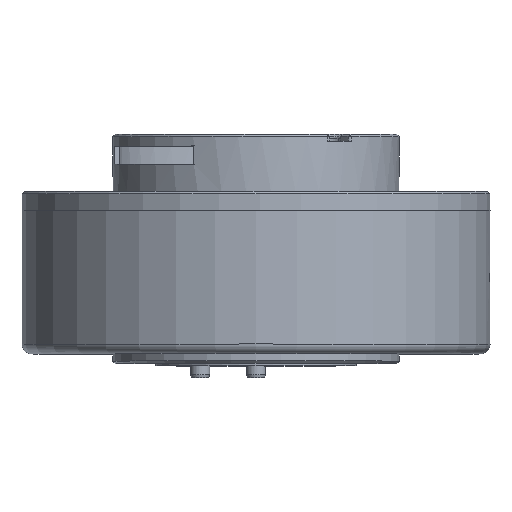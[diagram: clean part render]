
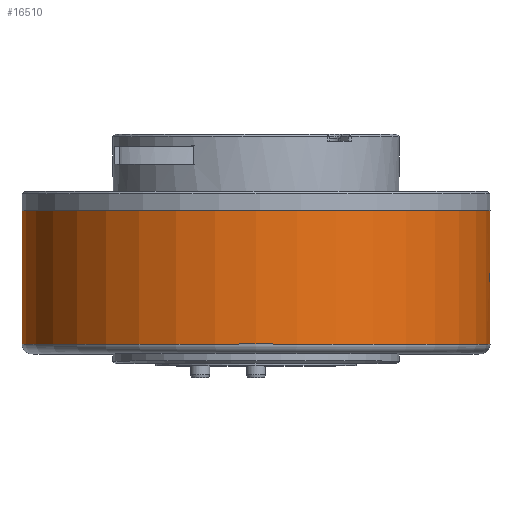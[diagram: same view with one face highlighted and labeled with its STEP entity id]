
A CAD part, top view. The second image highlights one B-rep face of the part: STEP entity #16510.
In plain terms, the highlighted cylindrical face has radius 49 mm (diameter 98 mm), a full revolution.
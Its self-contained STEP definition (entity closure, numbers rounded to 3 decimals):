
#364=FACE_BOUND('',#1812,.T.);
#365=FACE_BOUND('',#1813,.T.);
#545=B_SPLINE_CURVE_WITH_KNOTS('',3,(#25013,#25014,#25015,#25016,#25017,
#25018,#25019,#25020,#25021,#25022,#25023,#25024,#25025,#25026,#25027,#25028,
#25029,#25030,#25031,#25032,#25033,#25034,#25035,#25036,#25037,#25038,#25039,
#25040,#25041,#25042,#25043,#25044,#25045,#25046),.UNSPECIFIED.,.T.,.F.,
(4,2,2,2,2,2,2,2,2,2,2,2,2,2,2,2,4),(-0.484,-0.454,
-0.424,-0.393,-0.363,-0.333,
-0.302,-0.272,-0.242,-0.212,
-0.182,-0.151,-0.121,-0.091,
-0.06,-0.03,0.),.UNSPECIFIED.);
#548=B_SPLINE_CURVE_WITH_KNOTS('',3,(#25083,#25084,#25085,#25086,#25087,
#25088,#25089,#25090,#25091,#25092,#25093,#25094,#25095,#25096,#25097,#25098,
#25099,#25100,#25101,#25102,#25103,#25104,#25105,#25106,#25107,#25108,#25109,
#25110,#25111,#25112,#25113,#25114,#25115,#25116),.UNSPECIFIED.,.T.,.F.,
(4,2,2,2,2,2,2,2,2,2,2,2,2,2,2,2,4),(-0.484,-0.454,
-0.424,-0.393,-0.363,-0.333,
-0.302,-0.272,-0.242,-0.212,
-0.182,-0.151,-0.121,-0.091,
-0.06,-0.03,0.),.UNSPECIFIED.);
#880=FACE_OUTER_BOUND('',#1811,.T.);
#1811=EDGE_LOOP('',(#10400,#10401,#10402,#10403,#10404));
#1812=EDGE_LOOP('',(#10405));
#1813=EDGE_LOOP('',(#10406));
#2934=LINE('',#25525,#3902);
#3902=VECTOR('',#20088,49.);
#4788=CIRCLE('',#17441,49.);
#4789=CIRCLE('',#17442,49.);
#4891=CIRCLE('',#17602,49.);
#6066=VERTEX_POINT('',#25011);
#6070=VERTEX_POINT('',#25081);
#6071=VERTEX_POINT('',#25119);
#6072=VERTEX_POINT('',#25120);
#6231=VERTEX_POINT('',#25524);
#7698=EDGE_CURVE('',#6066,#6066,#545,.T.);
#7703=EDGE_CURVE('',#6070,#6070,#548,.T.);
#7705=EDGE_CURVE('',#6071,#6072,#4788,.T.);
#7706=EDGE_CURVE('',#6072,#6071,#4789,.T.);
#7892=EDGE_CURVE('',#6071,#6231,#2934,.T.);
#7893=EDGE_CURVE('',#6231,#6231,#4891,.T.);
#10400=ORIENTED_EDGE('',*,*,#7705,.T.);
#10401=ORIENTED_EDGE('',*,*,#7706,.T.);
#10402=ORIENTED_EDGE('',*,*,#7892,.T.);
#10403=ORIENTED_EDGE('',*,*,#7893,.F.);
#10404=ORIENTED_EDGE('',*,*,#7892,.F.);
#10405=ORIENTED_EDGE('',*,*,#7698,.T.);
#10406=ORIENTED_EDGE('',*,*,#7703,.T.);
#15018=CYLINDRICAL_SURFACE('',#17601,49.);
#16510=ADVANCED_FACE('',(#880,#364,#365),#15018,.T.);
#17441=AXIS2_PLACEMENT_3D('',#25121,#19682,#19683);
#17442=AXIS2_PLACEMENT_3D('',#25122,#19684,#19685);
#17601=AXIS2_PLACEMENT_3D('',#25523,#20086,#20087);
#17602=AXIS2_PLACEMENT_3D('',#25526,#20089,#20090);
#19682=DIRECTION('center_axis',(0.,1.,0.));
#19683=DIRECTION('ref_axis',(0.,0.,1.));
#19684=DIRECTION('center_axis',(0.,1.,0.));
#19685=DIRECTION('ref_axis',(0.,0.,1.));
#20086=DIRECTION('center_axis',(0.,-1.,0.));
#20087=DIRECTION('ref_axis',(0.,0.,-1.));
#20088=DIRECTION('',(0.,1.,0.));
#20089=DIRECTION('center_axis',(0.,1.,0.));
#20090=DIRECTION('ref_axis',(0.,0.,1.));
#25011=CARTESIAN_POINT('',(48.242,16.,-8.586));
#25013=CARTESIAN_POINT('Ctrl Pts',(48.242,16.,-8.586));
#25014=CARTESIAN_POINT('Ctrl Pts',(48.242,16.1,-8.586));
#25015=CARTESIAN_POINT('Ctrl Pts',(48.238,16.207,-8.606));
#25016=CARTESIAN_POINT('Ctrl Pts',(48.224,16.404,-8.687));
#25017=CARTESIAN_POINT('Ctrl Pts',(48.213,16.494,-8.747));
#25018=CARTESIAN_POINT('Ctrl Pts',(48.187,16.636,-8.888));
#25019=CARTESIAN_POINT('Ctrl Pts',(48.171,16.698,-8.977));
#25020=CARTESIAN_POINT('Ctrl Pts',(48.134,16.78,-9.172));
#25021=CARTESIAN_POINT('Ctrl Pts',(48.114,16.8,-9.278));
#25022=CARTESIAN_POINT('Ctrl Pts',(48.075,16.8,-9.477));
#25023=CARTESIAN_POINT('Ctrl Pts',(48.054,16.78,-9.583));
#25024=CARTESIAN_POINT('Ctrl Pts',(48.015,16.698,-9.778));
#25025=CARTESIAN_POINT('Ctrl Pts',(47.996,16.636,-9.868));
#25026=CARTESIAN_POINT('Ctrl Pts',(47.967,16.494,-10.008));
#25027=CARTESIAN_POINT('Ctrl Pts',(47.954,16.404,-10.068));
#25028=CARTESIAN_POINT('Ctrl Pts',(47.938,16.207,-10.149));
#25029=CARTESIAN_POINT('Ctrl Pts',(47.933,16.1,-10.168));
#25030=CARTESIAN_POINT('Ctrl Pts',(47.933,15.9,-10.168));
#25031=CARTESIAN_POINT('Ctrl Pts',(47.938,15.793,-10.149));
#25032=CARTESIAN_POINT('Ctrl Pts',(47.954,15.596,-10.068));
#25033=CARTESIAN_POINT('Ctrl Pts',(47.967,15.506,-10.008));
#25034=CARTESIAN_POINT('Ctrl Pts',(47.996,15.364,-9.868));
#25035=CARTESIAN_POINT('Ctrl Pts',(48.015,15.302,-9.778));
#25036=CARTESIAN_POINT('Ctrl Pts',(48.054,15.22,-9.583));
#25037=CARTESIAN_POINT('Ctrl Pts',(48.075,15.2,-9.477));
#25038=CARTESIAN_POINT('Ctrl Pts',(48.114,15.2,-9.278));
#25039=CARTESIAN_POINT('Ctrl Pts',(48.134,15.22,-9.172));
#25040=CARTESIAN_POINT('Ctrl Pts',(48.171,15.302,-8.977));
#25041=CARTESIAN_POINT('Ctrl Pts',(48.187,15.364,-8.888));
#25042=CARTESIAN_POINT('Ctrl Pts',(48.213,15.506,-8.747));
#25043=CARTESIAN_POINT('Ctrl Pts',(48.224,15.596,-8.687));
#25044=CARTESIAN_POINT('Ctrl Pts',(48.238,15.793,-8.606));
#25045=CARTESIAN_POINT('Ctrl Pts',(48.242,15.9,-8.586));
#25046=CARTESIAN_POINT('Ctrl Pts',(48.242,16.,-8.586));
#25081=CARTESIAN_POINT('',(48.882,16.,3.398));
#25083=CARTESIAN_POINT('Ctrl Pts',(48.882,16.,3.398));
#25084=CARTESIAN_POINT('Ctrl Pts',(48.882,16.101,3.398));
#25085=CARTESIAN_POINT('Ctrl Pts',(48.883,16.208,3.378));
#25086=CARTESIAN_POINT('Ctrl Pts',(48.889,16.405,3.296));
#25087=CARTESIAN_POINT('Ctrl Pts',(48.893,16.495,3.234));
#25088=CARTESIAN_POINT('Ctrl Pts',(48.902,16.637,3.091));
#25089=CARTESIAN_POINT('Ctrl Pts',(48.908,16.698,3.));
#25090=CARTESIAN_POINT('Ctrl Pts',(48.92,16.78,2.802));
#25091=CARTESIAN_POINT('Ctrl Pts',(48.926,16.8,2.694));
#25092=CARTESIAN_POINT('Ctrl Pts',(48.937,16.8,2.492));
#25093=CARTESIAN_POINT('Ctrl Pts',(48.942,16.78,2.385));
#25094=CARTESIAN_POINT('Ctrl Pts',(48.951,16.698,2.186));
#25095=CARTESIAN_POINT('Ctrl Pts',(48.955,16.637,2.096));
#25096=CARTESIAN_POINT('Ctrl Pts',(48.961,16.495,1.953));
#25097=CARTESIAN_POINT('Ctrl Pts',(48.964,16.405,1.891));
#25098=CARTESIAN_POINT('Ctrl Pts',(48.967,16.208,1.809));
#25099=CARTESIAN_POINT('Ctrl Pts',(48.967,16.101,1.789));
#25100=CARTESIAN_POINT('Ctrl Pts',(48.967,15.9,1.789));
#25101=CARTESIAN_POINT('Ctrl Pts',(48.967,15.793,1.809));
#25102=CARTESIAN_POINT('Ctrl Pts',(48.964,15.596,1.891));
#25103=CARTESIAN_POINT('Ctrl Pts',(48.961,15.506,1.952));
#25104=CARTESIAN_POINT('Ctrl Pts',(48.955,15.364,2.095));
#25105=CARTESIAN_POINT('Ctrl Pts',(48.951,15.302,2.186));
#25106=CARTESIAN_POINT('Ctrl Pts',(48.942,15.22,2.384));
#25107=CARTESIAN_POINT('Ctrl Pts',(48.937,15.2,2.492));
#25108=CARTESIAN_POINT('Ctrl Pts',(48.926,15.2,2.694));
#25109=CARTESIAN_POINT('Ctrl Pts',(48.92,15.22,2.802));
#25110=CARTESIAN_POINT('Ctrl Pts',(48.908,15.302,3.001));
#25111=CARTESIAN_POINT('Ctrl Pts',(48.902,15.364,3.092));
#25112=CARTESIAN_POINT('Ctrl Pts',(48.893,15.506,3.234));
#25113=CARTESIAN_POINT('Ctrl Pts',(48.889,15.596,3.296));
#25114=CARTESIAN_POINT('Ctrl Pts',(48.883,15.793,3.378));
#25115=CARTESIAN_POINT('Ctrl Pts',(48.882,15.9,3.398));
#25116=CARTESIAN_POINT('Ctrl Pts',(48.882,16.,3.398));
#25119=CARTESIAN_POINT('',(0.,2.,49.));
#25120=CARTESIAN_POINT('',(0.,2.,-49.));
#25121=CARTESIAN_POINT('Origin',(0.,2.,0.));
#25122=CARTESIAN_POINT('Origin',(0.,2.,0.));
#25523=CARTESIAN_POINT('Origin',(0.,30.,0.));
#25524=CARTESIAN_POINT('',(0.,30.,49.));
#25525=CARTESIAN_POINT('',(0.,30.,49.));
#25526=CARTESIAN_POINT('Origin',(0.,30.,0.));
